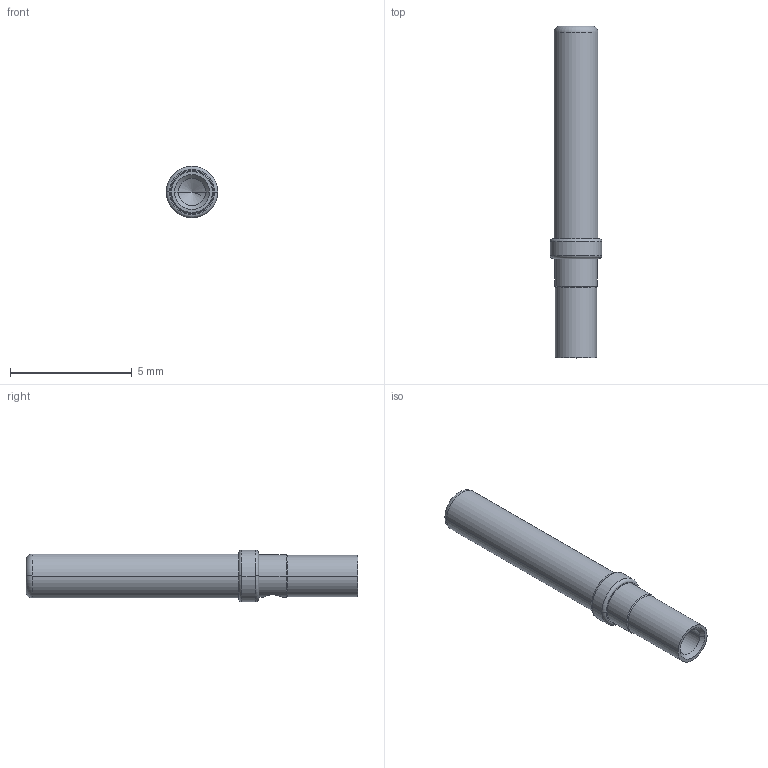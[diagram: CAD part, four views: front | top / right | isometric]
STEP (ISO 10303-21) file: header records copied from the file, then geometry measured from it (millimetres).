
FILE_DESCRIPTION((''),'2;1');
FILE_NAME('00170420102','2020-09-17T',('presta_be4'),(''),'CREO PARAMETRIC BY PTC INC, 2018360','CREO PARAMETRIC BY PTC INC, 2018360','');
FILE_SCHEMA(('CONFIG_CONTROL_DESIGN'));
Length unit declared in the file: millimetre
Products named in the file (1): 00170420102
Bounding box: 2.12 x 13.63 x 2.12 mm (x, y, z)
Volume: 29.9 mm3; surface area: 96.6 mm2
Topology: 1 solids, 1 shells, 28 faces, 58 edges, 33 vertices
Faces by surface type: cylinder 12, torus 6, cone 6, plane 4
Entity records: 822 total; most frequent: CARTESIAN_POINT 175, DIRECTION 142, ORIENTED_EDGE 112, AXIS2_PLACEMENT_3D 62, EDGE_CURVE 56, CIRCLE 34, VERTEX_POINT 33, EDGE_LOOP 33
